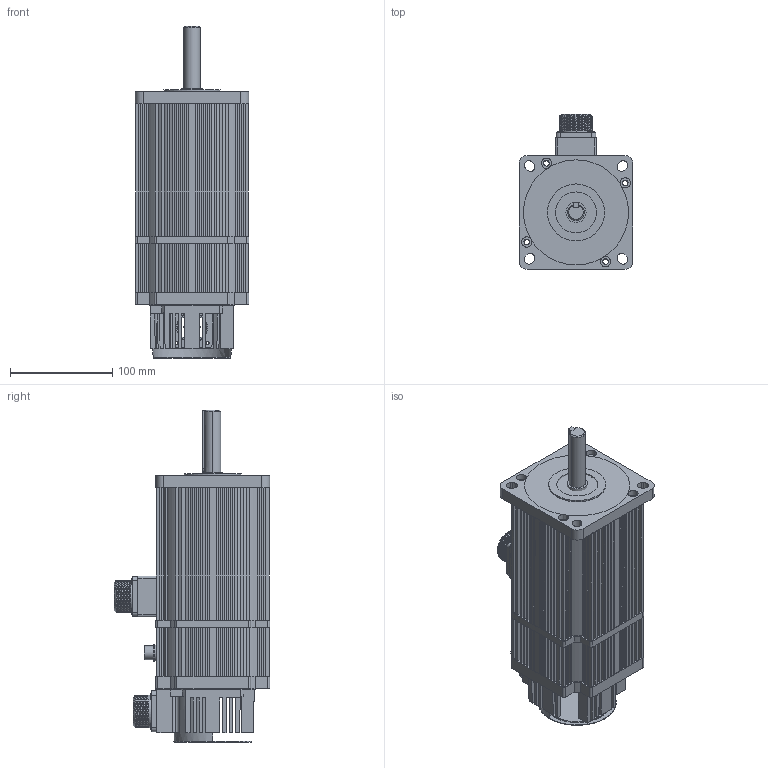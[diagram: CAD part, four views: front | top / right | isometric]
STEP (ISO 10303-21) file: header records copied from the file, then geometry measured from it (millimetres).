
FILE_DESCRIPTION (( 'STEP AP203' ), '1' );
FILE_NAME ('zNEMA42 1.3kW Brake.STEP', '2010-08-24T04:52:40', ( '' ), ( '' ), 'SwSTEP 2.0', 'SolidWorks 2011', '' );
FILE_SCHEMA (( 'CONFIG_CONTROL_DESIGN' ));
Length unit declared in the file: millimetre
Products named in the file (1): zNEMA42 1.3kW Brake
Bounding box: 111.2 x 151.6 x 324 mm (x, y, z)
Surface area: 312327.3 mm2 (no closed solid volume)
Topology: 0 solids, 141 shells, 956 faces, 2946 edges, 2111 vertices
Faces by surface type: plane 621, cylinder 284, bspline 30, cone 9, torus 6, sphere 6
Entity records: 40866 total; most frequent: CARTESIAN_POINT 15852, DIRECTION 5062, ORIENTED_EDGE 4410, EDGE_CURVE 2894, VERTEX_POINT 2105, VECTOR 2040, LINE 2040, AXIS2_PLACEMENT_3D 1511
